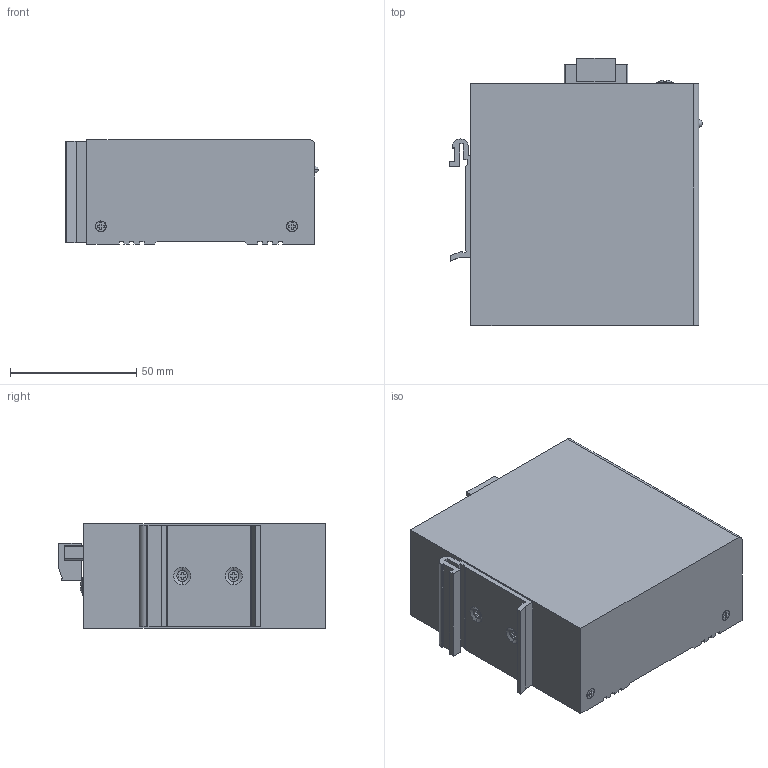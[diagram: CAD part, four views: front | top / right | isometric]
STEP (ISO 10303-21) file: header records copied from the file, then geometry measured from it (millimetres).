
FILE_DESCRIPTION (( 'STEP AP203' ), '1' );
FILE_NAME ('扻擤麔僗闉 (TSX-100-UN-8).STEP', '2022-11-11T11:45:15', ( '' ), ( '' ), 'SwSTEP 2.0', 'SolidWorks 2021', '' );
FILE_SCHEMA (( 'CONFIG_CONTROL_DESIGN' ));
Length unit declared in the file: millimetre
Products named in the file (1): 扻擤麔僗闉 (TSX-100-UN-8)
Bounding box: 99.97 x 105.5 x 41.2 mm (x, y, z)
Volume: 345199 mm3; surface area: 42221.8 mm2
Topology: 1 solids, 1 shells, 404 faces, 1077 edges, 717 vertices
Faces by surface type: plane 356, cylinder 40, cone 4, bspline 2, sphere 2
Entity records: 12550 total; most frequent: CARTESIAN_POINT 2311, ORIENTED_EDGE 2150, DIRECTION 1979, EDGE_CURVE 1075, LINE 945, VECTOR 945, VERTEX_POINT 717, AXIS2_PLACEMENT_3D 517
